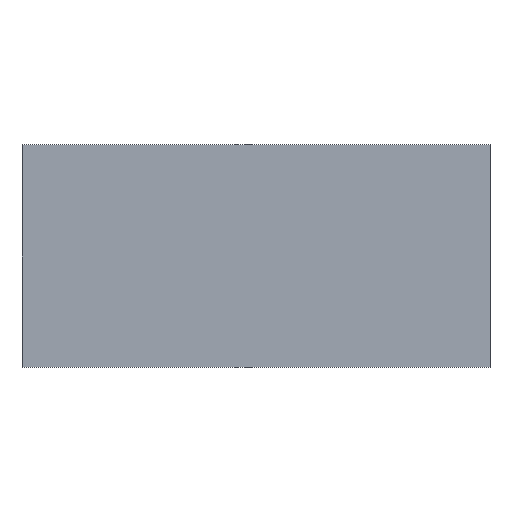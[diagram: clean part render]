
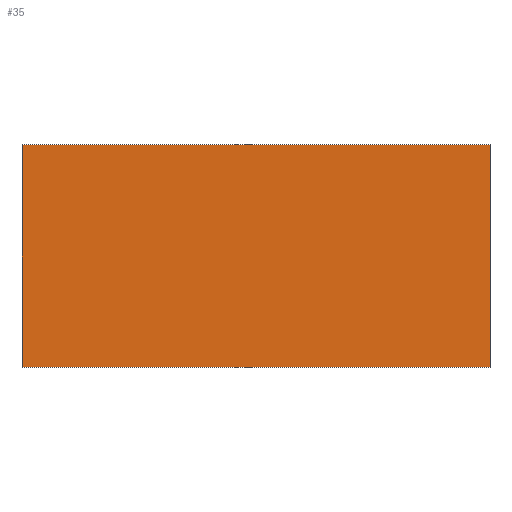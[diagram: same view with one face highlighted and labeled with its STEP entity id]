
A CAD part, top view. The second image highlights one B-rep face of the part: STEP entity #35.
In plain terms, the highlighted planar face has unit normal (0, 0, 1).
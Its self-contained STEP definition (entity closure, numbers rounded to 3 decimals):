
#35=ADVANCED_FACE($,(#53),#221,.T.);
#53=FACE_OUTER_BOUND($,#71,.T.);
#71=EDGE_LOOP($,(#140,#141,#142,#143));
#140=ORIENTED_EDGE($,*,*,#175,.F.);
#141=ORIENTED_EDGE($,*,*,#174,.F.);
#142=ORIENTED_EDGE($,*,*,#173,.F.);
#143=ORIENTED_EDGE($,*,*,#172,.F.);
#172=EDGE_CURVE($,#200,#201,#250,.T.);
#173=EDGE_CURVE($,#201,#202,#251,.T.);
#174=EDGE_CURVE($,#202,#203,#252,.T.);
#175=EDGE_CURVE($,#203,#200,#253,.T.);
#200=VERTEX_POINT($,#934);
#201=VERTEX_POINT($,#935);
#202=VERTEX_POINT($,#936);
#203=VERTEX_POINT($,#937);
#221=PLANE($,#359);
#250=B_SPLINE_CURVE_WITH_KNOTS($,1,(#908,#909),.UNSPECIFIED.,.F.,.F.,(2,
2),(0.,1000.),.UNSPECIFIED.);
#251=B_SPLINE_CURVE_WITH_KNOTS($,1,(#910,#911),.UNSPECIFIED.,.F.,.F.,(2,
2),(0.,2100.),.UNSPECIFIED.);
#252=B_SPLINE_CURVE_WITH_KNOTS($,1,(#912,#913),.UNSPECIFIED.,.F.,.F.,(2,
2),(0.,1000.),.UNSPECIFIED.);
#253=B_SPLINE_CURVE_WITH_KNOTS($,1,(#914,#915),.UNSPECIFIED.,.F.,.F.,(2,
2),(0.,2100.),.UNSPECIFIED.);
#359=AXIS2_PLACEMENT_3D($,#929,#376,$);
#376=DIRECTION($,(0.,0.,1.));
#908=CARTESIAN_POINT($,(0.,0.,735.));
#909=CARTESIAN_POINT($,(0.,1000.,735.));
#910=CARTESIAN_POINT($,(0.,1000.,735.));
#911=CARTESIAN_POINT($,(2100.,1000.,735.));
#912=CARTESIAN_POINT($,(2100.,1000.,735.));
#913=CARTESIAN_POINT($,(2100.,0.,735.));
#914=CARTESIAN_POINT($,(2100.,0.,735.));
#915=CARTESIAN_POINT($,(0.,0.,735.));
#929=CARTESIAN_POINT($,(0.,0.,735.));
#934=CARTESIAN_POINT($,(0.,0.,735.));
#935=CARTESIAN_POINT($,(0.,1000.,735.));
#936=CARTESIAN_POINT($,(2100.,1000.,735.));
#937=CARTESIAN_POINT($,(2100.,0.,735.));
